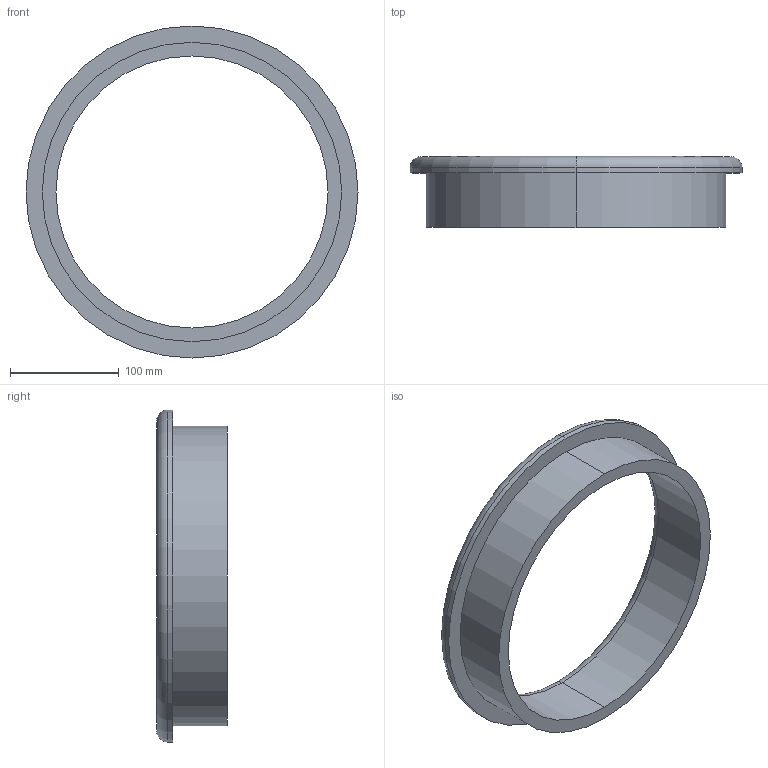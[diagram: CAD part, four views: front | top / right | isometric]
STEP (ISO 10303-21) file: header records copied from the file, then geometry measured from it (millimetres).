
FILE_DESCRIPTION (( 'STEP AP203' ), '1' );
FILE_NAME ('Rudus LV250 Muoviputken porausyhde 250.step', '2020-03-20T04:17:08', ( '' ), ( '' ), 'SwSTEP 2.0', 'SolidWorks 2019', '' );
FILE_SCHEMA (( 'CONFIG_CONTROL_DESIGN' ));
Length unit declared in the file: millimetre
Products named in the file (2): kaivo-muovi-lapivienti; Rudus LV250 Muoviputken porausyhde 250
Assembly tree (1 placements, depth 2):
  Rudus LV250 Muoviputken porausyhde 250
    kaivo-muovi-lapivienti
Bounding box: 305 x 65 x 305 mm (x, y, z)
Volume: 837614.1 mm3; surface area: 149085.6 mm2
Topology: 1 solids, 1 shells, 13 faces, 26 edges, 16 vertices
Faces by surface type: cylinder 6, torus 4, plane 3
Entity records: 548 total; most frequent: DIRECTION 80, CARTESIAN_POINT 59, ORIENTED_EDGE 52, AXIS2_PLACEMENT_3D 37, EDGE_CURVE 26, CIRCLE 20, PERSON_AND_ORGANIZATION 17, EDGE_LOOP 16
